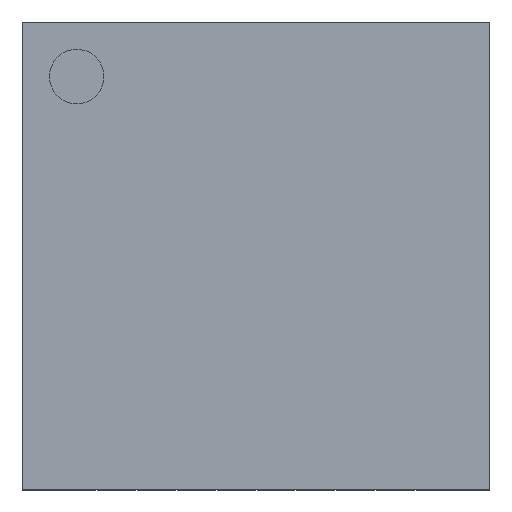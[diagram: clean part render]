
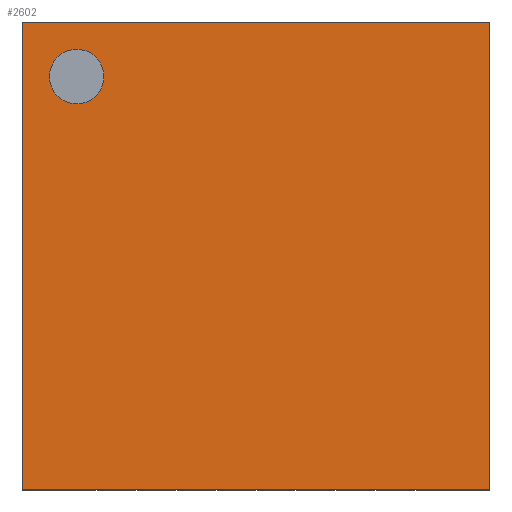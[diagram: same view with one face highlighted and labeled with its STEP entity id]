
A CAD part, top view. The second image highlights one B-rep face of the part: STEP entity #2602.
In plain terms, the highlighted planar face has unit normal (0, 0, 1).
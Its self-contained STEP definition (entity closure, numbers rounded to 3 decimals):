
#317=LINE($,#4744,#530);
#329=LINE($,#4761,#542);
#338=LINE($,#4772,#551);
#346=LINE($,#4784,#559);
#530=VECTOR($,#3074,3.);
#542=VECTOR($,#3088,3.);
#551=VECTOR($,#3099,3.);
#559=VECTOR($,#3115,3.);
#703=PLANE($,#2799);
#787=FACE_BOUND($,#1028,.T.);
#857=FACE_OUTER_BOUND($,#1027,.T.);
#1027=EDGE_LOOP($,(#2126,#2127,#2128,#2129));
#1028=EDGE_LOOP($,(#2130));
#1132=CIRCLE($,#2746,0.175);
#1140=VERTEX_POINT($,#3391);
#1263=VERTEX_POINT($,#4741);
#1264=VERTEX_POINT($,#4743);
#1267=VERTEX_POINT($,#4758);
#1268=VERTEX_POINT($,#4760);
#1394=EDGE_CURVE($,#1140,#1140,#1132,.T.);
#1558=EDGE_CURVE($,#1264,#1263,#317,.T.);
#1570=EDGE_CURVE($,#1268,#1267,#329,.T.);
#1579=EDGE_CURVE($,#1263,#1268,#338,.T.);
#1587=EDGE_CURVE($,#1267,#1264,#346,.T.);
#2126=ORIENTED_EDGE($,*,*,#1570,.T.);
#2127=ORIENTED_EDGE($,*,*,#1587,.T.);
#2128=ORIENTED_EDGE($,*,*,#1558,.T.);
#2129=ORIENTED_EDGE($,*,*,#1579,.T.);
#2130=ORIENTED_EDGE($,*,*,#1394,.T.);
#2602=ADVANCED_FACE($,(#857,#787),#703,.T.);
#2746=AXIS2_PLACEMENT_3D($,#3392,#2892,#2893);
#2799=AXIS2_PLACEMENT_3D($,#4785,#3116,#3117);
#2892=DIRECTION('center_axis',(0.,0.,-1.));
#2893=DIRECTION('ref_axis',(-1.,0.,0.));
#3074=DIRECTION($,(1.,0.,0.));
#3088=DIRECTION($,(-1.,0.,0.));
#3099=DIRECTION($,(0.,1.,0.));
#3115=DIRECTION($,(0.,-1.,0.));
#3116=DIRECTION('center_axis',(0.,0.,1.));
#3117=DIRECTION('ref_axis',(1.,0.,0.));
#3391=CARTESIAN_POINT('',(-0.975,1.15,0.9));
#3392=CARTESIAN_POINT('Origin',(-1.15,1.15,0.9));
#4741=CARTESIAN_POINT('',(1.5,-1.5,0.9));
#4743=CARTESIAN_POINT('',(-1.5,-1.5,0.9));
#4744=CARTESIAN_POINT($,(-1.5,-1.5,0.9));
#4758=CARTESIAN_POINT('',(-1.5,1.5,0.9));
#4760=CARTESIAN_POINT('',(1.5,1.5,0.9));
#4761=CARTESIAN_POINT($,(1.5,1.5,0.9));
#4772=CARTESIAN_POINT($,(1.5,-1.5,0.9));
#4784=CARTESIAN_POINT($,(-1.5,1.5,0.9));
#4785=CARTESIAN_POINT('Origin',(0.,0.,0.9));
